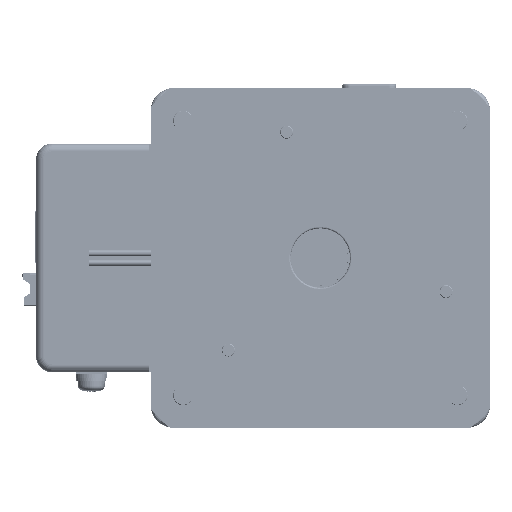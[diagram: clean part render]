
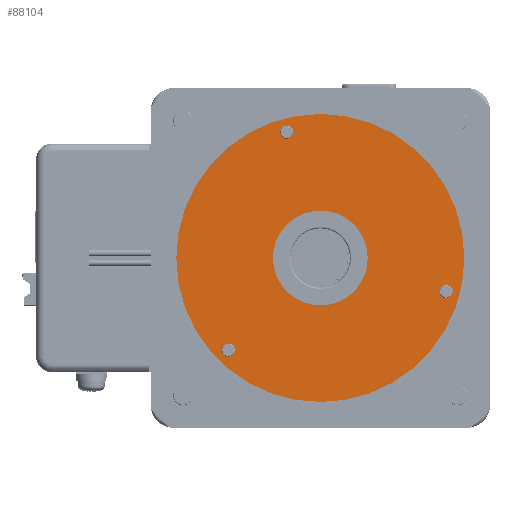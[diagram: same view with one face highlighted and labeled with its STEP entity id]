
A CAD part, left-side view. The second image highlights one B-rep face of the part: STEP entity #88104.
In plain terms, the highlighted face is planar.
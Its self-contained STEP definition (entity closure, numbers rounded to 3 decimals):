
#4616 = EDGE_CURVE ( 'NONE', #177757, #177757, #68705, .T. ) ;
#8987 = CARTESIAN_POINT ( 'NONE',  ( 21.685, -23.335, 60. ) ) ;
#15333 = DIRECTION ( 'NONE',  ( -1., 0., 0. ) ) ;
#22220 = CARTESIAN_POINT ( 'NONE',  ( 0., 0., 60. ) ) ;
#23523 = VERTEX_POINT ( 'NONE', #155502 ) ;
#27798 = CIRCLE ( 'NONE', #168584, 12. ) ;
#41086 = DIRECTION ( 'NONE',  ( 1., 0., 0. ) ) ;
#41717 = EDGE_CURVE ( 'NONE', #23523, #23523, #166090, .T. ) ;
#46000 = DIRECTION ( 'NONE',  ( -1., 0., 0. ) ) ;
#47319 = EDGE_CURVE ( 'NONE', #50567, #50567, #53485, .T. ) ;
#50567 = VERTEX_POINT ( 'NONE', #106371 ) ;
#52033 = AXIS2_PLACEMENT_3D ( 'NONE', #22220, #58396, #41086 ) ;
#53485 = CIRCLE ( 'NONE', #78642, 1.65 ) ;
#58396 = DIRECTION ( 'NONE',  ( 0., 0., 1. ) ) ;
#63263 = ORIENTED_EDGE ( 'NONE', *, *, #41717, .T. ) ;
#65210 = CARTESIAN_POINT ( 'NONE',  ( 8.541, 31.876, 60. ) ) ;
#67965 = FACE_BOUND ( 'NONE', #150084, .T. ) ;
#68705 = CIRCLE ( 'NONE', #193102, 36.5 ) ;
#70726 = DIRECTION ( 'NONE',  ( 1., 0., 0. ) ) ;
#73368 = FACE_OUTER_BOUND ( 'NONE', #130300, .T. ) ;
#77546 = ORIENTED_EDGE ( 'NONE', *, *, #133074, .T. ) ;
#78439 = DIRECTION ( 'NONE',  ( 0., 0., -1. ) ) ;
#78460 = CARTESIAN_POINT ( 'NONE',  ( 23.335, -23.335, 60. ) ) ;
#78642 = AXIS2_PLACEMENT_3D ( 'NONE', #65210, #186153, #15333 ) ;
#85080 = ORIENTED_EDGE ( 'NONE', *, *, #146900, .T. ) ;
#88104 = ADVANCED_FACE ( 'NONE', ( #73368, #151557, #211210, #67965, #97693 ), #108240, .T. ) ;
#90352 = DIRECTION ( 'NONE',  ( 0., 0., 1. ) ) ;
#93451 = VERTEX_POINT ( 'NONE', #200066 ) ;
#97693 = FACE_BOUND ( 'NONE', #120591, .T. ) ;
#104271 = VERTEX_POINT ( 'NONE', #8987 ) ;
#106371 = CARTESIAN_POINT ( 'NONE',  ( 6.891, 31.876, 60. ) ) ;
#108240 = PLANE ( 'NONE',  #52033 ) ;
#112410 = DIRECTION ( 'NONE',  ( -1., 0., 0. ) ) ;
#120591 = EDGE_LOOP ( 'NONE', ( #63263 ) ) ;
#122033 = CARTESIAN_POINT ( 'NONE',  ( 0., 0., 60. ) ) ;
#123775 = CIRCLE ( 'NONE', #149131, 1.65 ) ;
#130300 = EDGE_LOOP ( 'NONE', ( #191107 ) ) ;
#132687 = CARTESIAN_POINT ( 'NONE',  ( -31.876, -8.541, 60. ) ) ;
#133074 = EDGE_CURVE ( 'NONE', #104271, #104271, #123775, .T. ) ;
#146900 = EDGE_CURVE ( 'NONE', #93451, #93451, #27798, .T. ) ;
#149131 = AXIS2_PLACEMENT_3D ( 'NONE', #78460, #165273, #112410 ) ;
#150084 = EDGE_LOOP ( 'NONE', ( #77546 ) ) ;
#151557 = FACE_BOUND ( 'NONE', #188861, .T. ) ;
#155502 = CARTESIAN_POINT ( 'NONE',  ( -33.526, -8.541, 60. ) ) ;
#165273 = DIRECTION ( 'NONE',  ( 0., 0., -1. ) ) ;
#166090 = CIRCLE ( 'NONE', #176251, 1.65 ) ;
#168584 = AXIS2_PLACEMENT_3D ( 'NONE', #206087, #188785, #207514 ) ;
#176251 = AXIS2_PLACEMENT_3D ( 'NONE', #132687, #78439, #46000 ) ;
#177757 = VERTEX_POINT ( 'NONE', #189668 ) ;
#186153 = DIRECTION ( 'NONE',  ( 0., 0., -1. ) ) ;
#188785 = DIRECTION ( 'NONE',  ( 0., 0., -1. ) ) ;
#188861 = EDGE_LOOP ( 'NONE', ( #85080 ) ) ;
#189668 = CARTESIAN_POINT ( 'NONE',  ( 36.5, 0., 60. ) ) ;
#190961 = ORIENTED_EDGE ( 'NONE', *, *, #47319, .T. ) ;
#191107 = ORIENTED_EDGE ( 'NONE', *, *, #4616, .T. ) ;
#193102 = AXIS2_PLACEMENT_3D ( 'NONE', #122033, #90352, #70726 ) ;
#200066 = CARTESIAN_POINT ( 'NONE',  ( -12., 0., 60. ) ) ;
#202725 = EDGE_LOOP ( 'NONE', ( #190961 ) ) ;
#206087 = CARTESIAN_POINT ( 'NONE',  ( 0., 0., 60. ) ) ;
#207514 = DIRECTION ( 'NONE',  ( -1., 0., 0. ) ) ;
#211210 = FACE_BOUND ( 'NONE', #202725, .T. ) ;
